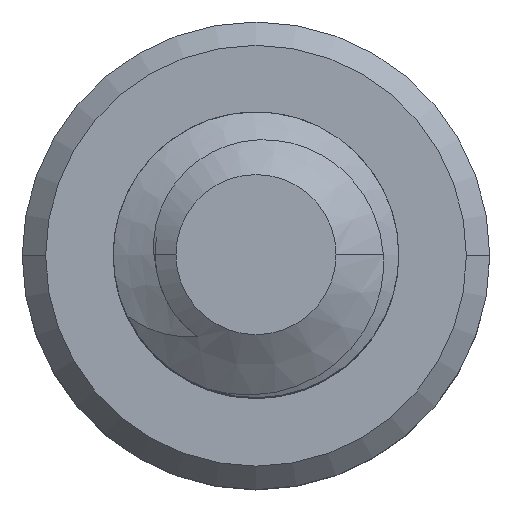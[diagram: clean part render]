
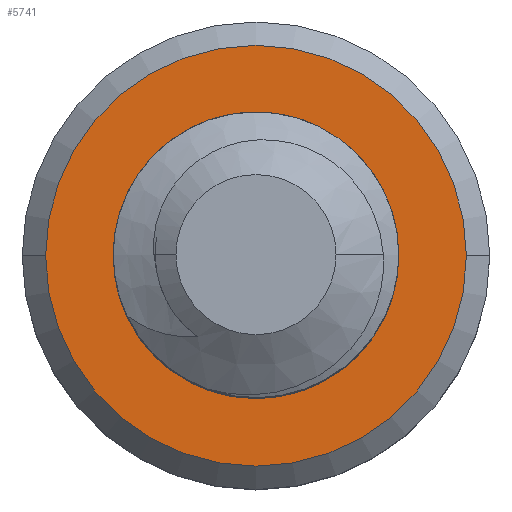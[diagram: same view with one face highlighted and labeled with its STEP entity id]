
A CAD part, top view. The second image highlights one B-rep face of the part: STEP entity #5741.
In plain terms, the highlighted planar face has unit normal (0, 0, 1).
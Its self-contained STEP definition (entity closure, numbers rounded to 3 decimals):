
#21=CARTESIAN_POINT('',(-1.228,1.251,-7.938));
#47=CARTESIAN_POINT('',(0.,-1.237,
-7.937));
#48=CARTESIAN_POINT('',(-0.081,-1.25,
-7.937));
#49=CARTESIAN_POINT('',(-0.241,-1.26,
-7.938));
#50=CARTESIAN_POINT('',(-0.476,-1.234,
-7.937));
#51=CARTESIAN_POINT('',(-0.703,-1.168,
-7.938));
#52=CARTESIAN_POINT('',(-0.922,-1.058,
-7.937));
#53=CARTESIAN_POINT('',(-1.113,-0.913,
-7.938));
#54=CARTESIAN_POINT('',(-1.281,-0.731,
-7.937));
#55=CARTESIAN_POINT('',(-1.422,-0.509,
-7.938));
#56=CARTESIAN_POINT('',(-1.521,-0.28,
-7.937));
#57=CARTESIAN_POINT('',(-1.585,-0.023,
-7.938));
#58=CARTESIAN_POINT('',(-1.604,0.237,-7.937));
#59=CARTESIAN_POINT('',(-1.581,0.497,-7.938));
#60=CARTESIAN_POINT('',(-1.511,0.76,-7.938));
#61=CARTESIAN_POINT('',(-1.397,1.009,-7.938));
#62=CARTESIAN_POINT('',(-1.29,1.172,-7.938));
#63=CARTESIAN_POINT('',(-1.228,1.251,-7.938));
#1019=CARTESIAN_POINT('',(0.,0.,-7.938));
#1020=DIRECTION('',(0.,0.,-1.));
#1021=DIRECTION('',(1.,0.,0.));
#1022=AXIS2_PLACEMENT_3D('',#1019,#1020,#1021);
#1024=CARTESIAN_POINT('',(0.,0.,-7.938));
#1025=DIRECTION('',(0.,0.,-1.));
#1026=DIRECTION('',(-1.,0.,0.));
#1027=AXIS2_PLACEMENT_3D('',#1024,#1025,#1026);
#1029=CARTESIAN_POINT('',(0.,0.,-7.938));
#1030=DIRECTION('',(0.,0.,1.));
#1031=DIRECTION('',(0.001,1.,0.));
#1032=AXIS2_PLACEMENT_3D('',#1029,#1030,#1031);
#1034=CARTESIAN_POINT('',(0.,0.,-7.938));
#1035=DIRECTION('',(0.,0.,1.));
#1036=DIRECTION('',(0.,-1.,0.));
#1037=AXIS2_PLACEMENT_3D('',#1034,#1035,#1036);
#1039=CARTESIAN_POINT('',(0.867,-0.883,-7.938));
#1040=CARTESIAN_POINT('',(0.925,-0.843,-7.938));
#1041=CARTESIAN_POINT('',(1.036,-0.752,
-7.937));
#1042=CARTESIAN_POINT('',(1.19,-0.566,
-7.938));
#1043=CARTESIAN_POINT('',(1.303,-0.366,
-7.937));
#1044=CARTESIAN_POINT('',(1.387,-0.137,
-7.938));
#1045=CARTESIAN_POINT('',(1.428,0.099,
-7.937));
#1046=CARTESIAN_POINT('',(1.43,0.344,
-7.938));
#1047=CARTESIAN_POINT('',(1.383,0.599,
-7.937));
#1048=CARTESIAN_POINT('',(1.295,0.834,
-7.938));
#1049=CARTESIAN_POINT('',(1.163,1.064,-7.937));
#1050=CARTESIAN_POINT('',(0.988,1.278,
-7.938));
#1051=CARTESIAN_POINT('',(0.782,1.456,
-7.937));
#1052=CARTESIAN_POINT('',(0.54,1.603,
-7.938));
#1053=CARTESIAN_POINT('',(0.278,1.704,
-7.937));
#1054=CARTESIAN_POINT('',(0.095,1.742,
-7.938));
#1055=CARTESIAN_POINT('',(0.001,1.753,
-7.938));
#1279=CARTESIAN_POINT('',(0.,-1.237,
-7.937));
#2195=VERTEX_POINT('',#21);
#2196=CARTESIAN_POINT('',(0.002,1.753,-7.938));
#2197=VERTEX_POINT('',#2196);
#2266=VERTEX_POINT('',#1279);
#2276=VERTEX_POINT('',#1039);
#2297=CARTESIAN_POINT('',(2.583,0.,-7.938));
#2298=CARTESIAN_POINT('',(-2.583,0.,-7.938));
#2299=VERTEX_POINT('',#2297);
#2300=VERTEX_POINT('',#2298);
#5723=CARTESIAN_POINT('',(0.,0.,-7.938));
#5724=DIRECTION('',(0.,0.,-1.));
#5725=DIRECTION('',(-1.,0.,0.));
#5726=AXIS2_PLACEMENT_3D('',#5723,#5724,#5725);
#5727=PLANE('',#5726);
#5729=ORIENTED_EDGE('',*,*,#5728,.T.);
#5731=ORIENTED_EDGE('',*,*,#5730,.T.);
#5732=EDGE_LOOP('',(#5729,#5731));
#5733=FACE_OUTER_BOUND('',#5732,.F.);
#5734=ORIENTED_EDGE('',*,*,#2350,.T.);
#5735=ORIENTED_EDGE('',*,*,#3876,.F.);
#5737=ORIENTED_EDGE('',*,*,#5736,.T.);
#5738=ORIENTED_EDGE('',*,*,#5676,.T.);
#5739=EDGE_LOOP('',(#5734,#5735,#5737,#5738));
#5740=FACE_BOUND('',#5739,.F.);
#5741=ADVANCED_FACE('',(#5733,#5740),#5727,.F.);
#64=B_SPLINE_CURVE_WITH_KNOTS('',3,(#47,#48,#49,#50,#51,#52,#53,#54,#55,#56,#57,
#58,#59,#60,#61,#62,#63),.UNSPECIFIED.,.F.,.F.,(4,1,1,1,1,1,1,1,1,1,1,1,1,1,4),(
0.,0.071,0.143,0.214,0.286,
0.357,0.429,0.5,0.571,0.643,
0.714,0.786,0.857,0.929,1.),
.UNSPECIFIED.);
#1023=CIRCLE('',#1022,2.583);
#1028=CIRCLE('',#1027,2.583);
#1033=CIRCLE('',#1032,1.753);
#1038=CIRCLE('',#1037,1.237);
#1056=B_SPLINE_CURVE_WITH_KNOTS('',3,(#1039,#1040,#1041,#1042,#1043,#1044,#1045,
#1046,#1047,#1048,#1049,#1050,#1051,#1052,#1053,#1054,#1055),.UNSPECIFIED.,.F.,
.F.,(4,1,1,1,1,1,1,1,1,1,1,1,1,1,4),(0.,0.071,0.143,
0.214,0.286,0.357,0.429,0.5,
0.571,0.643,0.714,0.786,
0.857,0.929,1.),.UNSPECIFIED.);
#2350=EDGE_CURVE('',#2197,#2195,#1033,.T.);
#3876=EDGE_CURVE('',#2266,#2195,#64,.T.);
#5676=EDGE_CURVE('',#2276,#2197,#1056,.T.);
#5728=EDGE_CURVE('',#2299,#2300,#1023,.T.);
#5730=EDGE_CURVE('',#2300,#2299,#1028,.T.);
#5736=EDGE_CURVE('',#2266,#2276,#1038,.T.);
